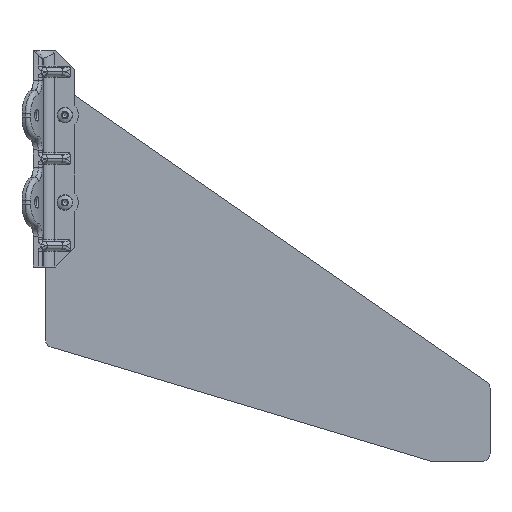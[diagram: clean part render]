
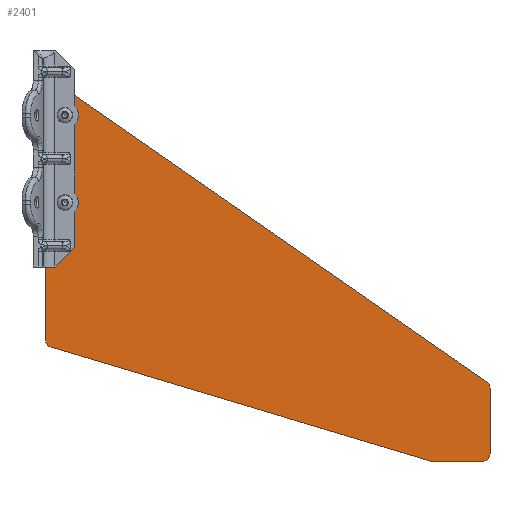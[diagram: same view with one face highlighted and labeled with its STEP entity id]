
A CAD part, left-side view. The second image highlights one B-rep face of the part: STEP entity #2401.
In plain terms, the highlighted face is planar.
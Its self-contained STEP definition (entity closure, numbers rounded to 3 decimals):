
#2401=ADVANCED_FACE('',(#7696,#7698,#7700),#7702,.F.);
#7696=FACE_BOUND('',#7697,.T.);
#7697=EDGE_LOOP('',(#9182,#9183,#9184,#9185,#9186,#9187,#9188,#9189,#9190,#9191));
#7698=FACE_BOUND('',#7699,.T.);
#7699=EDGE_LOOP('',(#9192));
#7700=FACE_BOUND('',#7701,.T.);
#7701=EDGE_LOOP('',(#9193));
#7702=PLANE('',#7703);
#7703=AXIS2_PLACEMENT_3D('',#7704,#7705,#7706);
#7704=CARTESIAN_POINT('',(0.,0.,3.));
#7705=DIRECTION('',(0.,0.,-1.));
#7706=DIRECTION('',(-1.,0.,0.));
#9182=ORIENTED_EDGE('',*,*,#9960,.T.);
#9183=ORIENTED_EDGE('',*,*,#9978,.T.);
#9184=ORIENTED_EDGE('',*,*,#9962,.T.);
#9185=ORIENTED_EDGE('',*,*,#9979,.T.);
#9186=ORIENTED_EDGE('',*,*,#9966,.T.);
#9187=ORIENTED_EDGE('',*,*,#9980,.T.);
#9188=ORIENTED_EDGE('',*,*,#9970,.T.);
#9189=ORIENTED_EDGE('',*,*,#9981,.T.);
#9190=ORIENTED_EDGE('',*,*,#9976,.T.);
#9191=ORIENTED_EDGE('',*,*,#9982,.T.);
#9192=ORIENTED_EDGE('',*,*,#9954,.F.);
#9193=ORIENTED_EDGE('',*,*,#9956,.F.);
#9954=EDGE_CURVE('',#10944,#10944,#10945,.T.);
#9956=EDGE_CURVE('',#10948,#10948,#10949,.T.);
#9960=EDGE_CURVE('',#10957,#10955,#10958,.T.);
#9962=EDGE_CURVE('',#10960,#10961,#10962,.T.);
#9966=EDGE_CURVE('',#10968,#10969,#10970,.T.);
#9970=EDGE_CURVE('',#10976,#10977,#10978,.T.);
#9976=EDGE_CURVE('',#10989,#10987,#10990,.T.);
#9978=EDGE_CURVE('',#10955,#10960,#10992,.T.);
#9979=EDGE_CURVE('',#10961,#10968,#10993,.T.);
#9980=EDGE_CURVE('',#10969,#10976,#10994,.T.);
#9981=EDGE_CURVE('',#10977,#10989,#10995,.T.);
#9982=EDGE_CURVE('',#10987,#10957,#10996,.T.);
#10944=VERTEX_POINT('',#18454);
#10945=CIRCLE('',#18455,2.1);
#10948=VERTEX_POINT('',#18464);
#10949=CIRCLE('',#18465,2.1);
#10955=VERTEX_POINT('',#18479);
#10957=VERTEX_POINT('',#18483);
#10958=LINE('',#18484,#18485);
#10960=VERTEX_POINT('',#18490);
#10961=VERTEX_POINT('',#18491);
#10962=LINE('',#18492,#18493);
#10968=VERTEX_POINT('',#18506);
#10969=VERTEX_POINT('',#18507);
#10970=LINE('',#18508,#18509);
#10976=VERTEX_POINT('',#18522);
#10977=VERTEX_POINT('',#18523);
#10978=LINE('',#18524,#18525);
#10987=VERTEX_POINT('',#18543);
#10989=VERTEX_POINT('',#18547);
#10990=LINE('',#18548,#18549);
#10992=CIRCLE('',#18554,4.);
#10993=CIRCLE('',#18558,4.);
#10994=CIRCLE('',#18562,4.);
#10995=CIRCLE('',#18566,4.);
#10996=CIRCLE('',#18570,4.);
#18454=CARTESIAN_POINT('',(12.1,74.,3.));
#18455=AXIS2_PLACEMENT_3D('',#18456,#18457,#18458);
#18456=CARTESIAN_POINT('',(10.,74.,3.));
#18457=DIRECTION('',(0.,0.,1.));
#18458=DIRECTION('',(-1.,0.,0.));
#18464=CARTESIAN_POINT('',(12.1,119.2,3.));
#18465=AXIS2_PLACEMENT_3D('',#18466,#18467,#18468);
#18466=CARTESIAN_POINT('',(10.,119.2,3.));
#18467=DIRECTION('',(0.,0.,1.));
#18468=DIRECTION('',(-1.,0.,0.));
#18479=CARTESIAN_POINT('',(199.438,-59.831,3.));
#18483=CARTESIAN_POINT('',(2.851,-0.855,3.));
#18484=CARTESIAN_POINT('',(2.851,-0.855,3.));
#18485=VECTOR('',#18486,1.);
#18486=DIRECTION('',(0.958,-0.287,0.));
#18490=CARTESIAN_POINT('',(200.587,-60.,3.));
#18491=CARTESIAN_POINT('',(226.,-60.,3.));
#18492=CARTESIAN_POINT('',(200.587,-60.,3.));
#18493=VECTOR('',#18494,1.);
#18494=DIRECTION('',(1.,0.,0.));
#18506=CARTESIAN_POINT('',(230.,-56.,3.));
#18507=CARTESIAN_POINT('',(230.,-22.09,3.));
#18508=CARTESIAN_POINT('',(230.,-56.,3.));
#18509=VECTOR('',#18510,1.);
#18510=DIRECTION('',(0.,1.,0.));
#18522=CARTESIAN_POINT('',(228.284,-18.806,3.));
#18523=CARTESIAN_POINT('',(6.284,135.628,3.));
#18524=CARTESIAN_POINT('',(228.284,-18.806,3.));
#18525=VECTOR('',#18526,1.);
#18526=DIRECTION('',(-0.821,0.571,0.));
#18543=CARTESIAN_POINT('',(0.,2.976,3.));
#18547=CARTESIAN_POINT('',(0.,132.345,3.));
#18548=CARTESIAN_POINT('',(0.,132.345,3.));
#18549=VECTOR('',#18550,1.);
#18550=DIRECTION('',(0.,-1.,0.));
#18554=AXIS2_PLACEMENT_3D('',#18555,#18556,#18557);
#18555=CARTESIAN_POINT('',(200.587,-56.,3.));
#18556=DIRECTION('',(0.,0.,1.));
#18557=DIRECTION('',(-0.287,-0.958,0.));
#18558=AXIS2_PLACEMENT_3D('',#18559,#18560,#18561);
#18559=CARTESIAN_POINT('',(226.,-56.,3.));
#18560=DIRECTION('',(0.,0.,1.));
#18561=DIRECTION('',(0.,-1.,0.));
#18562=AXIS2_PLACEMENT_3D('',#18563,#18564,#18565);
#18563=CARTESIAN_POINT('',(226.,-22.09,3.));
#18564=DIRECTION('',(0.,0.,1.));
#18565=DIRECTION('',(1.,0.,0.));
#18566=AXIS2_PLACEMENT_3D('',#18567,#18568,#18569);
#18567=CARTESIAN_POINT('',(4.,132.345,3.));
#18568=DIRECTION('',(0.,0.,1.));
#18569=DIRECTION('',(0.571,0.821,0.));
#18570=AXIS2_PLACEMENT_3D('',#18571,#18572,#18573);
#18571=CARTESIAN_POINT('',(4.,2.976,3.));
#18572=DIRECTION('',(0.,0.,1.));
#18573=DIRECTION('',(-1.,0.,0.));
